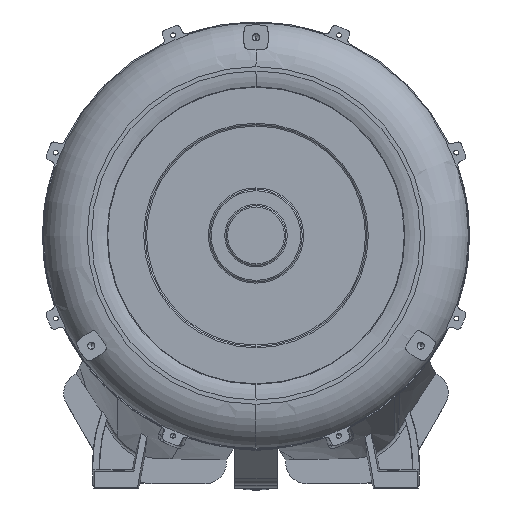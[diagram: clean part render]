
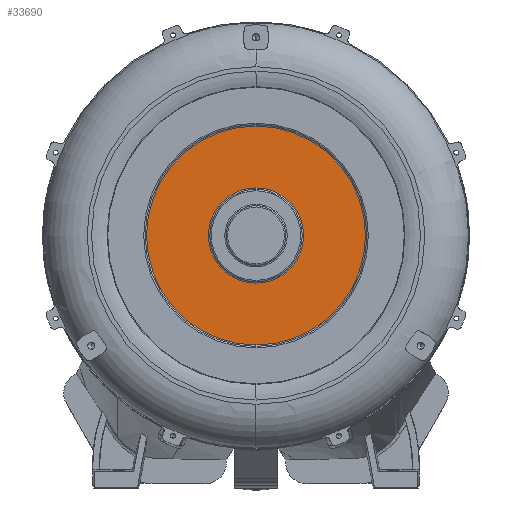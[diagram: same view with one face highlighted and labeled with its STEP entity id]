
A CAD part, top view. The second image highlights one B-rep face of the part: STEP entity #33690.
In plain terms, the highlighted planar face has unit normal (0, 0, 1).
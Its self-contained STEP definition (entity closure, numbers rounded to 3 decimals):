
#11089=CARTESIAN_POINT('',(0.,0.,33.657));
#11090=DIRECTION('',(0.,0.,-1.));
#11091=DIRECTION('',(1.,0.,0.));
#11092=AXIS2_PLACEMENT_3D('',#11089,#11090,#11091);
#11094=CARTESIAN_POINT('',(0.,0.,33.657));
#11095=DIRECTION('',(0.,0.,-1.));
#11096=DIRECTION('',(-1.,0.,0.));
#11097=AXIS2_PLACEMENT_3D('',#11094,#11095,#11096);
#11099=CARTESIAN_POINT('',(0.,0.,33.657));
#11100=DIRECTION('',(0.,0.,-1.));
#11101=DIRECTION('',(-1.,0.,0.));
#11102=AXIS2_PLACEMENT_3D('',#11099,#11100,#11101);
#11104=CARTESIAN_POINT('',(0.,0.,33.657));
#11105=DIRECTION('',(0.,0.,-1.));
#11106=DIRECTION('',(1.,0.,0.));
#11107=AXIS2_PLACEMENT_3D('',#11104,#11105,#11106);
#14703=CARTESIAN_POINT('',(154.,0.,33.657));
#14704=CARTESIAN_POINT('',(-154.,0.,33.657));
#14705=VERTEX_POINT('',#14703);
#14706=VERTEX_POINT('',#14704);
#14715=CARTESIAN_POINT('',(-67.,0.,33.657));
#14716=CARTESIAN_POINT('',(67.,0.,33.657));
#14717=VERTEX_POINT('',#14715);
#14718=VERTEX_POINT('',#14716);
#33674=CARTESIAN_POINT('',(0.,0.,33.657));
#33675=DIRECTION('',(0.,0.,-1.));
#33676=DIRECTION('',(-1.,0.,0.));
#33677=AXIS2_PLACEMENT_3D('',#33674,#33675,#33676);
#33678=PLANE('',#33677);
#33680=ORIENTED_EDGE('',*,*,#33679,.T.);
#33681=ORIENTED_EDGE('',*,*,#33664,.T.);
#33682=EDGE_LOOP('',(#33680,#33681));
#33683=FACE_OUTER_BOUND('',#33682,.F.);
#33685=ORIENTED_EDGE('',*,*,#33684,.F.);
#33687=ORIENTED_EDGE('',*,*,#33686,.F.);
#33688=EDGE_LOOP('',(#33685,#33687));
#33689=FACE_BOUND('',#33688,.F.);
#33690=ADVANCED_FACE('',(#33683,#33689),#33678,.F.);
#11093=CIRCLE('',#11092,154.);
#11098=CIRCLE('',#11097,154.);
#11103=CIRCLE('',#11102,67.);
#11108=CIRCLE('',#11107,67.);
#33664=EDGE_CURVE('',#14706,#14705,#11098,.T.);
#33679=EDGE_CURVE('',#14705,#14706,#11093,.T.);
#33684=EDGE_CURVE('',#14717,#14718,#11103,.T.);
#33686=EDGE_CURVE('',#14718,#14717,#11108,.T.);
